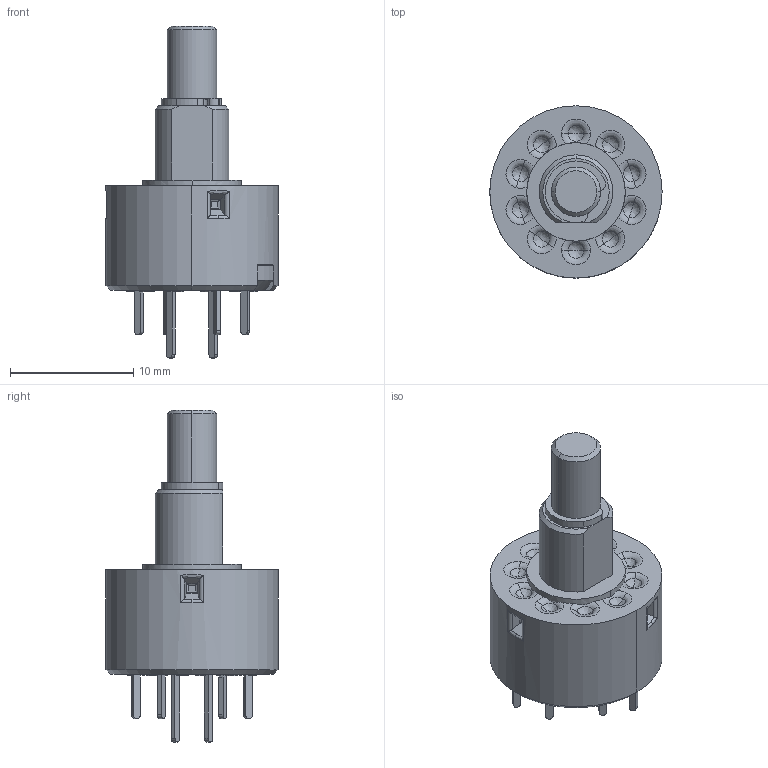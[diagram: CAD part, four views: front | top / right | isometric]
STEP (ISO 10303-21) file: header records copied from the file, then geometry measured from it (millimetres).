
FILE_DESCRIPTION (( 'STEP AP214' ), '1' );
FILE_NAME ('2ﾏ2ﾍ 12.step', '2024-10-16T03:45:32', ( '' ), ( '' ), 'SwSTEP 2.0', 'SolidWorks 2018', '' );
FILE_SCHEMA (( 'AUTOMOTIVE_DESIGN' ));
Length unit declared in the file: millimetre
Products named in the file (1): 2ﾏ2ﾍ 12
Bounding box: 14 x 14 x 26.98 mm (x, y, z)
Surface area: 1220.9 mm2 (no closed solid volume)
Topology: 0 solids, 19 shells, 283 faces, 966 edges, 675 vertices
Faces by surface type: plane 132, cylinder 75, torus 34, bspline 26, cone 16
Entity records: 14860 total; most frequent: CARTESIAN_POINT 3851, DIRECTION 1576, ORIENTED_EDGE 1573, EDGE_CURVE 946, VERTEX_POINT 675, AXIS2_PLACEMENT_3D 529, VECTOR 518, LINE 518
